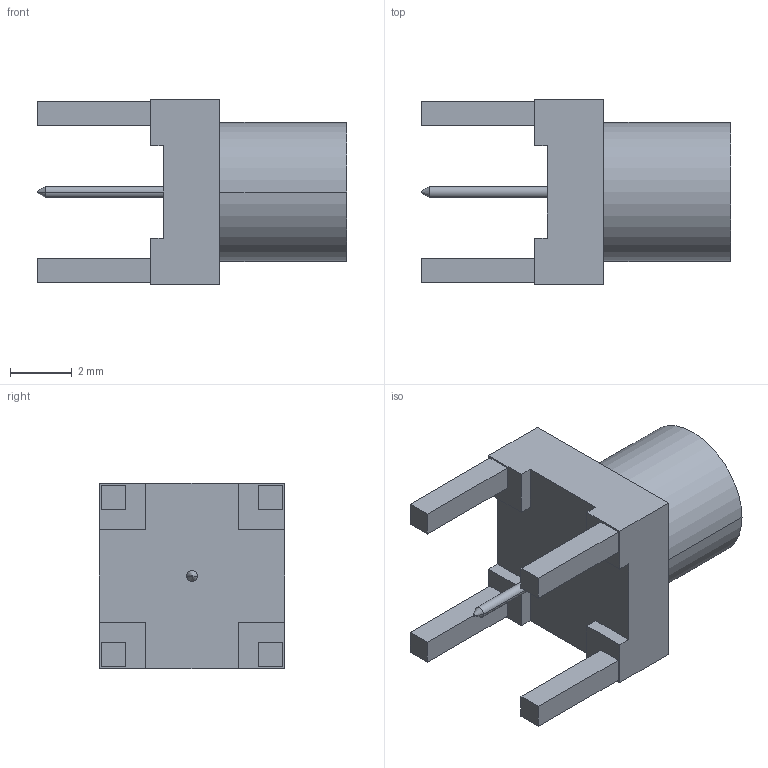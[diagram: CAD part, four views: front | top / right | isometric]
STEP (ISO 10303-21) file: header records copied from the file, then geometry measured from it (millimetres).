
FILE_DESCRIPTION((''),'2;1');
FILE_NAME('919-415J-71P12G_SW0001','2020-05-07T',('Clement'),(''),'CREO PARAMETRIC BY PTC INC, 2018360','CREO PARAMETRIC BY PTC INC, 2018360','');
FILE_SCHEMA(('CONFIG_CONTROL_DESIGN'));
Length unit declared in the file: millimetre
Products named in the file (1): 919-415J-71P12G_SW0001
Bounding box: 10.02 x 6 x 6 mm (x, y, z)
Volume: 105.5 mm3; surface area: 290.2 mm2
Topology: 1 solids, 1 shells, 71 faces, 176 edges, 113 vertices
Faces by surface type: plane 49, cylinder 12, cone 10
Entity records: 2120 total; most frequent: CARTESIAN_POINT 374, DIRECTION 350, ORIENTED_EDGE 348, EDGE_CURVE 174, VECTOR 132, LINE 132, VERTEX_POINT 113, AXIS2_PLACEMENT_3D 109
